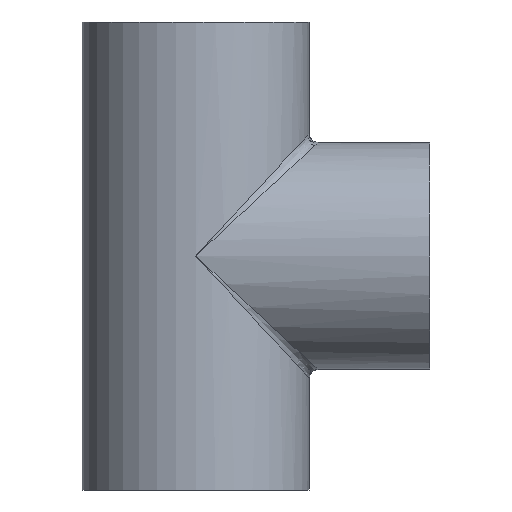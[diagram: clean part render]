
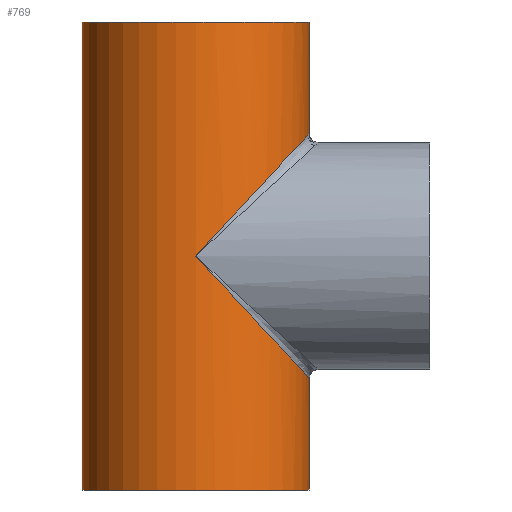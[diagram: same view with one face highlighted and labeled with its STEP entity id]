
A CAD part, front view. The second image highlights one B-rep face of the part: STEP entity #769.
In plain terms, the highlighted cylindrical face has radius 50.8 mm (diameter 101.6 mm), a partial arc.
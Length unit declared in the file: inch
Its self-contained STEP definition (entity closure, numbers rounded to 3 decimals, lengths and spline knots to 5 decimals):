
#14 = CARTESIAN_POINT ( 'NONE',  ( -2., 0., 4.12598 ) ) ;
#22 = CIRCLE ( 'NONE', #360, 2. ) ;
#39 = VERTEX_POINT ( 'NONE', #51 ) ;
#51 = CARTESIAN_POINT ( 'NONE',  ( 2., 0., 2.15748 ) ) ;
#61 = CARTESIAN_POINT ( 'NONE',  ( 0., -2., 0. ) ) ;
#73 = CARTESIAN_POINT ( 'NONE',  ( -2., 0., -4.12598 ) ) ;
#77 = EDGE_LOOP ( 'NONE', ( #698, #575, #129, #937, #718, #268, #519 ) ) ;
#84 = VECTOR ( 'NONE', #383, 39.37008 ) ;
#88 = EDGE_CURVE ( 'NONE', #752, #118, #650, .T. ) ;
#118 = VERTEX_POINT ( 'NONE', #536 ) ;
#129 = ORIENTED_EDGE ( 'NONE', *, *, #276, .T. ) ;
#150 = EDGE_CURVE ( 'NONE', #684, #258, #742, .T. ) ;
#204 = EDGE_CURVE ( 'NONE', #118, #39, #486, .T. ) ;
#211 = CARTESIAN_POINT ( 'NONE',  ( 2., -1.17157, -2.15748 ) ) ;
#224 = LINE ( 'NONE', #228, #818 ) ;
#228 = CARTESIAN_POINT ( 'NONE',  ( 2., 0., 4.12598 ) ) ;
#258 = VERTEX_POINT ( 'NONE', #700 ) ;
#268 = ORIENTED_EDGE ( 'NONE', *, *, #88, .T. ) ;
#270 = CYLINDRICAL_SURFACE ( 'NONE', #922, 2. ) ;
#276 = EDGE_CURVE ( 'NONE', #739, #684, #785, .T. ) ;
#291 = CARTESIAN_POINT ( 'NONE',  ( 1.17157, -2., -1.26382 ) ) ;
#303 = DIRECTION ( 'NONE',  ( 0., 0., -1. ) ) ;
#306 = EDGE_CURVE ( 'NONE', #739, #895, #22, .T. ) ;
#310 = CARTESIAN_POINT ( 'NONE',  ( 0., 0., 4.12598 ) ) ;
#350 = AXIS2_PLACEMENT_3D ( 'NONE', #533, #961, #454 ) ;
#360 = AXIS2_PLACEMENT_3D ( 'NONE', #310, #903, #637 ) ;
#383 = DIRECTION ( 'NONE',  ( 0., 0., -1. ) ) ;
#396 = DIRECTION ( 'NONE',  ( 0., 0., -1. ) ) ;
#454 = DIRECTION ( 'NONE',  ( 1., 0., 0. ) ) ;
#455 = CARTESIAN_POINT ( 'NONE',  ( 2., 0., 4.12598 ) ) ;
#461 = EDGE_CURVE ( 'NONE', #895, #39, #224, .T. ) ;
#467 = DIRECTION ( 'NONE',  ( -1., 0., 0. ) ) ;
#486 =( BOUNDED_CURVE ( )  B_SPLINE_CURVE ( 3, ( #534, #603, #681, #759 ),
 .UNSPECIFIED., .F., .F. ) 
 B_SPLINE_CURVE_WITH_KNOTS ( ( 4, 4 ),
 ( 1.5708, 3.14159 ),
 .UNSPECIFIED. ) 
 CURVE ( )  GEOMETRIC_REPRESENTATION_ITEM ( )  RATIONAL_B_SPLINE_CURVE ( ( 1., 0.805, 0.805, 1. ) ) 
 REPRESENTATION_ITEM ( '' )  );
#505 = LINE ( 'NONE', #455, #84 ) ;
#519 = ORIENTED_EDGE ( 'NONE', *, *, #204, .T. ) ;
#533 = CARTESIAN_POINT ( 'NONE',  ( 0., 0., -4.12598 ) ) ;
#534 = CARTESIAN_POINT ( 'NONE',  ( 0., -2., 0. ) ) ;
#536 = CARTESIAN_POINT ( 'NONE',  ( 0., -2., 0. ) ) ;
#540 = CARTESIAN_POINT ( 'NONE',  ( 0., 0., 4.12598 ) ) ;
#575 = ORIENTED_EDGE ( 'NONE', *, *, #306, .F. ) ;
#603 = CARTESIAN_POINT ( 'NONE',  ( 1.17157, -2., 1.26382 ) ) ;
#628 = EDGE_CURVE ( 'NONE', #752, #258, #505, .T. ) ;
#637 = DIRECTION ( 'NONE',  ( 1., 0., 0. ) ) ;
#650 =( BOUNDED_CURVE ( )  B_SPLINE_CURVE ( 3, ( #685, #211, #291, #61 ),
 .UNSPECIFIED., .F., .F. ) 
 B_SPLINE_CURVE_WITH_KNOTS ( ( 4, 4 ),
 ( 3.14159, 4.71239 ),
 .UNSPECIFIED. ) 
 CURVE ( )  GEOMETRIC_REPRESENTATION_ITEM ( )  RATIONAL_B_SPLINE_CURVE ( ( 1., 0.805, 0.805, 1. ) ) 
 REPRESENTATION_ITEM ( '' )  );
#673 = FACE_OUTER_BOUND ( 'NONE', #77, .T. ) ;
#681 = CARTESIAN_POINT ( 'NONE',  ( 2., -1.17157, 2.15748 ) ) ;
#684 = VERTEX_POINT ( 'NONE', #73 ) ;
#685 = CARTESIAN_POINT ( 'NONE',  ( 2., 0., -2.15748 ) ) ;
#695 = CARTESIAN_POINT ( 'NONE',  ( 2., 0., 4.12598 ) ) ;
#698 = ORIENTED_EDGE ( 'NONE', *, *, #461, .F. ) ;
#700 = CARTESIAN_POINT ( 'NONE',  ( 2., 0., -4.12598 ) ) ;
#718 = ORIENTED_EDGE ( 'NONE', *, *, #628, .F. ) ;
#739 = VERTEX_POINT ( 'NONE', #14 ) ;
#742 = CIRCLE ( 'NONE', #350, 2. ) ;
#752 = VERTEX_POINT ( 'NONE', #833 ) ;
#759 = CARTESIAN_POINT ( 'NONE',  ( 2., 0., 2.15748 ) ) ;
#769 = ADVANCED_FACE ( 'NONE', ( #673 ), #270, .T. ) ;
#785 = LINE ( 'NONE', #899, #830 ) ;
#818 = VECTOR ( 'NONE', #902, 39.37008 ) ;
#830 = VECTOR ( 'NONE', #396, 39.37008 ) ;
#833 = CARTESIAN_POINT ( 'NONE',  ( 2., 0., -2.15748 ) ) ;
#895 = VERTEX_POINT ( 'NONE', #695 ) ;
#899 = CARTESIAN_POINT ( 'NONE',  ( -2., 0., 4.12598 ) ) ;
#902 = DIRECTION ( 'NONE',  ( 0., 0., -1. ) ) ;
#903 = DIRECTION ( 'NONE',  ( 0., 0., 1. ) ) ;
#922 = AXIS2_PLACEMENT_3D ( 'NONE', #540, #303, #467 ) ;
#937 = ORIENTED_EDGE ( 'NONE', *, *, #150, .T. ) ;
#961 = DIRECTION ( 'NONE',  ( 0., 0., 1. ) ) ;
